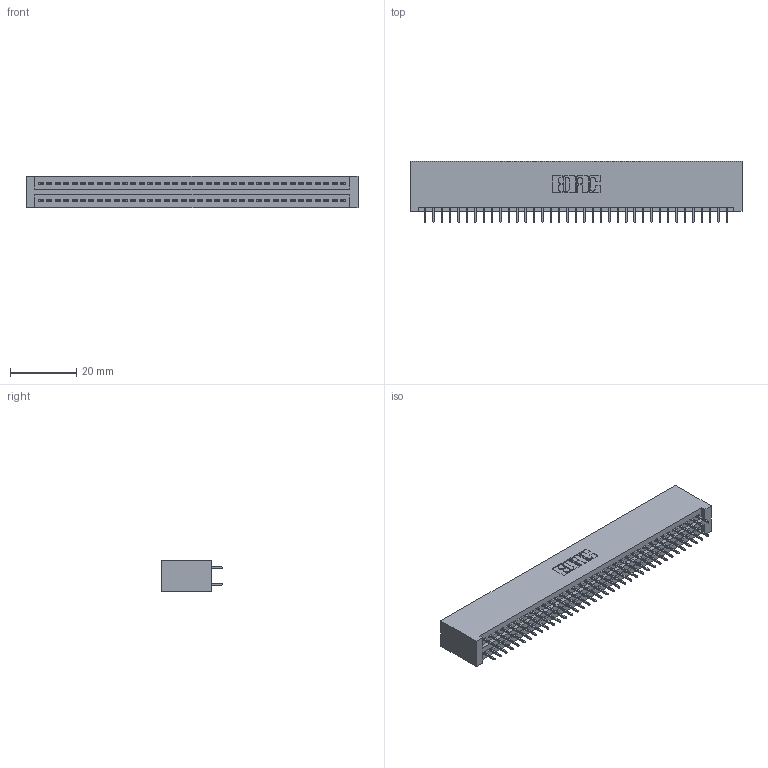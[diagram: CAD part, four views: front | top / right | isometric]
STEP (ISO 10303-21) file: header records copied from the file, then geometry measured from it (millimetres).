
FILE_DESCRIPTION (( 'STEP AP203' ), '1' );
FILE_NAME ('845-074-525-201.STEP', '2020-09-23T23:49:15', ( '' ), ( '' ), 'SwSTEP 2.0', 'SolidWorks 2020', '' );
FILE_SCHEMA (( 'CONFIG_CONTROL_DESIGN' ));
Length unit declared in the file: inch
Products named in the file (3): 845 Part_No Mounting Lugs; 845-074-525-201; 345-292-001_345-293-125
Assembly tree (75 placements, depth 2):
  845-074-525-201
    845 Part_No Mounting Lugs
    345-292-001_345-293-125  x74
Bounding box: 100.58 x 18.72 x 9.4 mm (x, y, z)
Volume: 10218.5 mm3; surface area: 14944.1 mm2
Topology: 75 solids, 75 shells, 4114 faces, 11639 edges, 7462 vertices
Faces by surface type: plane 2962, cylinder 1152
Entity records: 29501 total; most frequent: CARTESIAN_POINT 4948, ORIENTED_EDGE 4882, DIRECTION 4365, EDGE_CURVE 2441, LINE 2173, VECTOR 2173, VERTEX_POINT 1622, AXIS2_PLACEMENT_3D 1096
